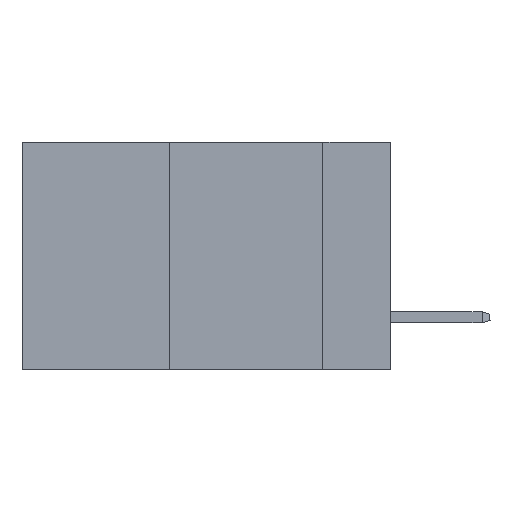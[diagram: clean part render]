
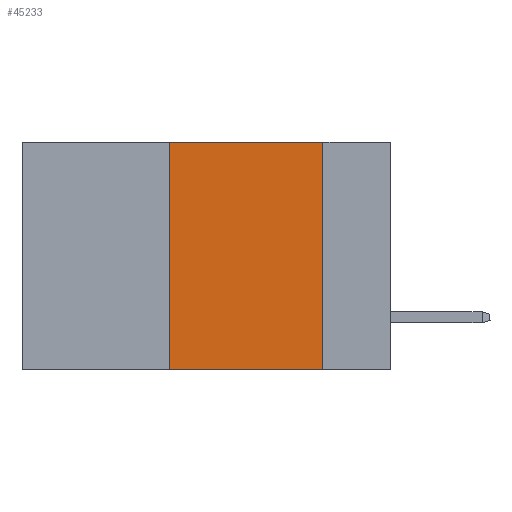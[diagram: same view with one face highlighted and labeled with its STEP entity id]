
A CAD part, left-side view. The second image highlights one B-rep face of the part: STEP entity #45233.
In plain terms, the highlighted planar face has unit normal (-1, 0, 0).
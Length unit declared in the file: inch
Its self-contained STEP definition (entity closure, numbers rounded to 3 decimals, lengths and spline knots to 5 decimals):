
#3429 = DIRECTION ( 'NONE',  ( 0., 0., 1. ) ) ;
#3495 = EDGE_LOOP ( 'NONE', ( #12074, #21378, #20526, #22891 ) ) ;
#4846 = CARTESIAN_POINT ( 'NONE',  ( 0., 0.11, 0. ) ) ;
#6358 = CARTESIAN_POINT ( 'NONE',  ( 0., 0.11, -0.37 ) ) ;
#7165 = DIRECTION ( 'NONE',  ( 1., 0., 0. ) ) ;
#8579 = VECTOR ( 'NONE', #23381, 39.37008 ) ;
#9912 = AXIS2_PLACEMENT_3D ( 'NONE', #35362, #7165, #28194 ) ;
#12074 = ORIENTED_EDGE ( 'NONE', *, *, #42784, .F. ) ;
#13583 = VECTOR ( 'NONE', #3429, 39.37008 ) ;
#16416 = DIRECTION ( 'NONE',  ( 0., -1., 0. ) ) ;
#17111 = VECTOR ( 'NONE', #16416, 39.37008 ) ;
#17233 = VERTEX_POINT ( 'NONE', #31827 ) ;
#17756 = PLANE ( 'NONE',  #9912 ) ;
#20526 = ORIENTED_EDGE ( 'NONE', *, *, #37761, .F. ) ;
#21041 = DIRECTION ( 'NONE',  ( 0., -1., 0. ) ) ;
#21378 = ORIENTED_EDGE ( 'NONE', *, *, #34907, .F. ) ;
#22044 = CARTESIAN_POINT ( 'NONE',  ( 0., 0.11, 0. ) ) ;
#22145 = EDGE_CURVE ( 'NONE', #37931, #26458, #38491, .T. ) ;
#22891 = ORIENTED_EDGE ( 'NONE', *, *, #22145, .T. ) ;
#23381 = DIRECTION ( 'NONE',  ( 0., 0., -1. ) ) ;
#25300 = CARTESIAN_POINT ( 'NONE',  ( 0., 0.36, -0.37 ) ) ;
#26458 = VERTEX_POINT ( 'NONE', #6358 ) ;
#26677 = LINE ( 'NONE', #4846, #8579 ) ;
#28194 = DIRECTION ( 'NONE',  ( 0., 0., -1. ) ) ;
#30381 = VERTEX_POINT ( 'NONE', #22044 ) ;
#31827 = CARTESIAN_POINT ( 'NONE',  ( 0., 0.36, 0. ) ) ;
#34045 = CARTESIAN_POINT ( 'NONE',  ( 0., 0.6, -0.37 ) ) ;
#34312 = VECTOR ( 'NONE', #21041, 39.37008 ) ;
#34470 = LINE ( 'NONE', #41915, #13583 ) ;
#34907 = EDGE_CURVE ( 'NONE', #17233, #30381, #37036, .T. ) ;
#35004 = CARTESIAN_POINT ( 'NONE',  ( 0., 0.6, 0. ) ) ;
#35362 = CARTESIAN_POINT ( 'NONE',  ( 0., 0.6, 0. ) ) ;
#37036 = LINE ( 'NONE', #35004, #34312 ) ;
#37761 = EDGE_CURVE ( 'NONE', #37931, #17233, #34470, .T. ) ;
#37931 = VERTEX_POINT ( 'NONE', #25300 ) ;
#38491 = LINE ( 'NONE', #34045, #17111 ) ;
#41915 = CARTESIAN_POINT ( 'NONE',  ( 0., 0.36, 0. ) ) ;
#42784 = EDGE_CURVE ( 'NONE', #30381, #26458, #26677, .T. ) ;
#45083 = FACE_OUTER_BOUND ( 'NONE', #3495, .T. ) ;
#45233 = ADVANCED_FACE ( 'NONE', ( #45083 ), #17756, .F. ) ;
